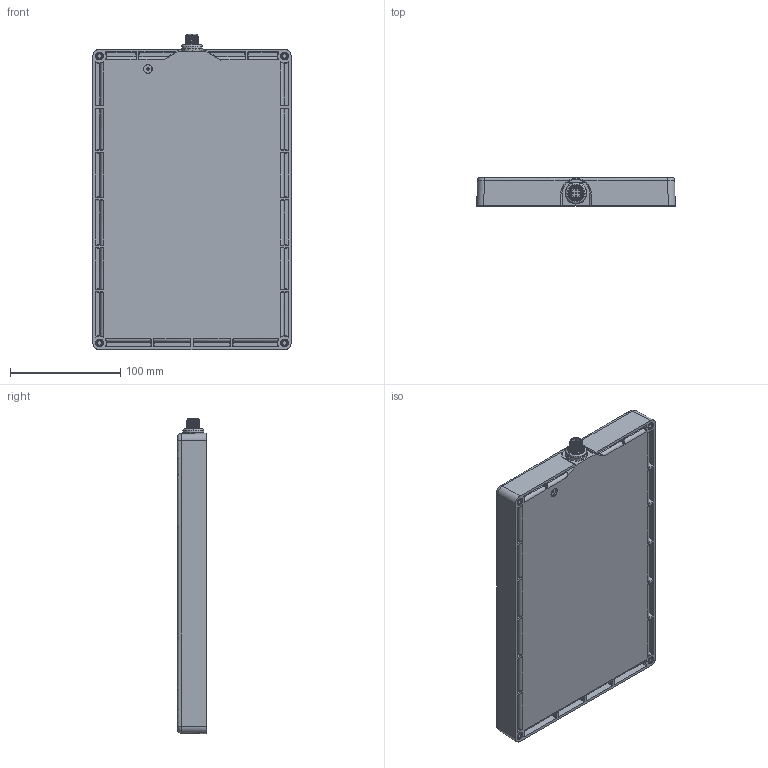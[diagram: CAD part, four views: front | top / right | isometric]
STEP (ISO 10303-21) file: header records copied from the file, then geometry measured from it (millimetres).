
FILE_DESCRIPTION((''),'2;1');
FILE_NAME('148463_SW','2011-01-13T',('banengservice'),('BANNER ENGINEERING'),'PRO/ENGINEER BY PARAMETRIC TECHNOLOGY CORPORATION, 2009141','PRO/ENGINEER BY PARAMETRIC TECHNOLOGY CORPORATION, 2009141','');
FILE_SCHEMA(('CONFIG_CONTROL_DESIGN'));
Products named in the file (1): 148463_SW
Bounding box: 180.1 x 25.77 x 286.23 mm (x, y, z)
Volume: 375887.3 mm3; surface area: 273546.4 mm2
Topology: 2 solids, 2 shells, 1138 faces, 2667 edges, 1641 vertices
Faces by surface type: plane 370, cylinder 279, cone 213, bspline 145, sphere 78, torus 53
Entity records: 48940 total; most frequent: CARTESIAN_POINT 23846, ORIENTED_EDGE 5334, DIRECTION 5036, EDGE_CURVE 2667, AXIS2_PLACEMENT_3D 1983, VERTEX_POINT 1641, EDGE_LOOP 1250, FACE_OUTER_BOUND 1138
